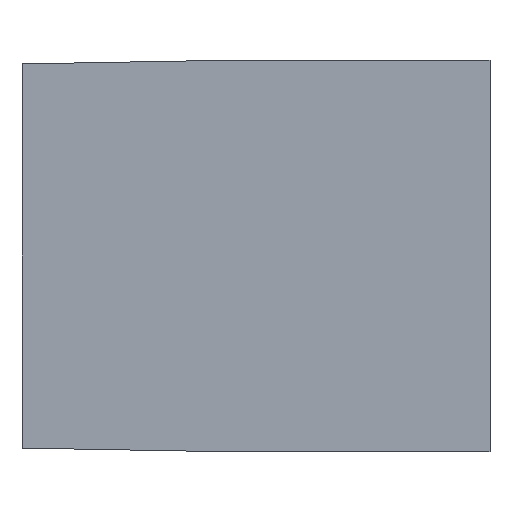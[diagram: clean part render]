
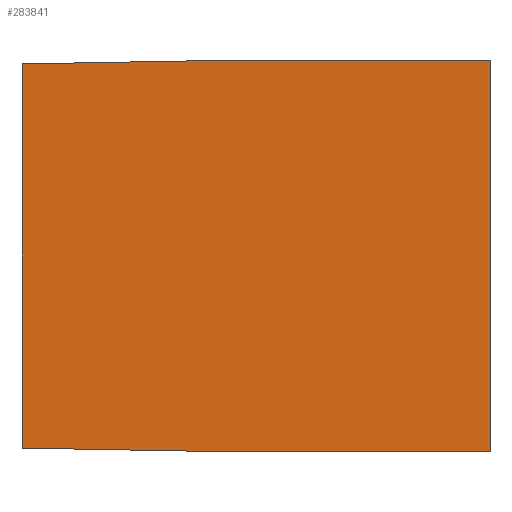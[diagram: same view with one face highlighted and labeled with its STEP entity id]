
A CAD part, top view. The second image highlights one B-rep face of the part: STEP entity #283841.
In plain terms, the highlighted planar face has unit normal (0, 0, 1).
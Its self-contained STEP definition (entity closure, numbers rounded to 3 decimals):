
#4377 = VECTOR ( 'NONE', #294223, 1000. ) ;
#9514 = VERTEX_POINT ( 'NONE', #508491 ) ;
#60826 = VERTEX_POINT ( 'NONE', #452646 ) ;
#65428 = PLANE ( 'NONE',  #333724 ) ;
#65748 = CARTESIAN_POINT ( 'NONE',  ( -79.487, -508.974, 1976. ) ) ;
#70139 = CARTESIAN_POINT ( 'NONE',  ( -553.744, 500.51, 1976. ) ) ;
#105762 = DIRECTION ( 'NONE',  ( 0., 1., 0. ) ) ;
#111025 = EDGE_CURVE ( 'NONE', #397033, #414942, #176982, .T. ) ;
#113221 = LINE ( 'NONE', #115803, #212662 ) ;
#113846 = VECTOR ( 'NONE', #119974, 1000. ) ;
#114559 = VECTOR ( 'NONE', #193226, 1000. ) ;
#115803 = CARTESIAN_POINT ( 'NONE',  ( 40.756, -510.165, 1976. ) ) ;
#119974 = DIRECTION ( 'NONE',  ( 0., -1., 0. ) ) ;
#138912 = VERTEX_POINT ( 'NONE', #166022 ) ;
#150217 = ORIENTED_EDGE ( 'NONE', *, *, #111025, .F. ) ;
#162570 = ORIENTED_EDGE ( 'NONE', *, *, #382153, .F. ) ;
#166022 = CARTESIAN_POINT ( 'NONE',  ( 665.744, -510.165, 1976. ) ) ;
#176982 = LINE ( 'NONE', #257700, #4377 ) ;
#179013 = VERTEX_POINT ( 'NONE', #300020 ) ;
#190591 = LINE ( 'NONE', #65748, #429129 ) ;
#193226 = DIRECTION ( 'NONE',  ( 1., 0., 0. ) ) ;
#212662 = VECTOR ( 'NONE', #428372, 1000. ) ;
#224185 = CARTESIAN_POINT ( 'NONE',  ( 0., 0., 1976. ) ) ;
#230660 = LINE ( 'NONE', #261995, #486023 ) ;
#257700 = CARTESIAN_POINT ( 'NONE',  ( -83.202, 508.907, 1976. ) ) ;
#261995 = CARTESIAN_POINT ( 'NONE',  ( -553.744, -12.791, 1976. ) ) ;
#268777 = LINE ( 'NONE', #393779, #114559 ) ;
#283841 = ADVANCED_FACE ( 'NONE', ( #422194 ), #65428, .T. ) ;
#294223 = DIRECTION ( 'NONE',  ( 1., 0.018, 0. ) ) ;
#300020 = CARTESIAN_POINT ( 'NONE',  ( 665.744, 510.165, 1976. ) ) ;
#307495 = DIRECTION ( 'NONE',  ( 1., 0., 0. ) ) ;
#317863 = LINE ( 'NONE', #479346, #113846 ) ;
#333724 = AXIS2_PLACEMENT_3D ( 'NONE', #224185, #502871, #307495 ) ;
#336416 = EDGE_CURVE ( 'NONE', #9514, #397033, #230660, .T. ) ;
#354052 = ORIENTED_EDGE ( 'NONE', *, *, #501509, .F. ) ;
#380940 = EDGE_CURVE ( 'NONE', #138912, #60826, #113221, .T. ) ;
#382153 = EDGE_CURVE ( 'NONE', #60826, #9514, #190591, .T. ) ;
#393779 = CARTESIAN_POINT ( 'NONE',  ( 40.756, 510.165, 1976. ) ) ;
#397033 = VERTEX_POINT ( 'NONE', #70139 ) ;
#414942 = VERTEX_POINT ( 'NONE', #430104 ) ;
#415635 = ORIENTED_EDGE ( 'NONE', *, *, #422644, .F. ) ;
#421932 = ORIENTED_EDGE ( 'NONE', *, *, #336416, .F. ) ;
#422194 = FACE_OUTER_BOUND ( 'NONE', #494167, .T. ) ;
#422644 = EDGE_CURVE ( 'NONE', #179013, #138912, #317863, .T. ) ;
#427654 = DIRECTION ( 'NONE',  ( -1., 0.018, 0. ) ) ;
#428372 = DIRECTION ( 'NONE',  ( -1., 0., 0. ) ) ;
#429129 = VECTOR ( 'NONE', #427654, 1000. ) ;
#430104 = CARTESIAN_POINT ( 'NONE',  ( -12.702, 510.165, 1976. ) ) ;
#452646 = CARTESIAN_POINT ( 'NONE',  ( -12.702, -510.165, 1976. ) ) ;
#479346 = CARTESIAN_POINT ( 'NONE',  ( 665.744, -12.791, 1976. ) ) ;
#486023 = VECTOR ( 'NONE', #105762, 1000. ) ;
#493346 = ORIENTED_EDGE ( 'NONE', *, *, #380940, .F. ) ;
#494167 = EDGE_LOOP ( 'NONE', ( #354052, #150217, #421932, #162570, #493346, #415635 ) ) ;
#501509 = EDGE_CURVE ( 'NONE', #414942, #179013, #268777, .T. ) ;
#502871 = DIRECTION ( 'NONE',  ( 0., 0., 1. ) ) ;
#508491 = CARTESIAN_POINT ( 'NONE',  ( -553.744, -500.51, 1976. ) ) ;
